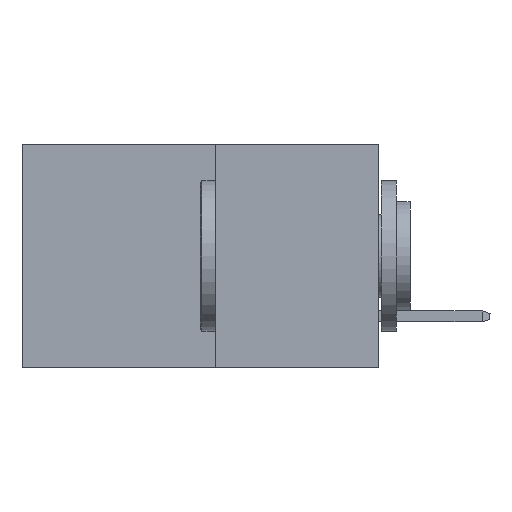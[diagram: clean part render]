
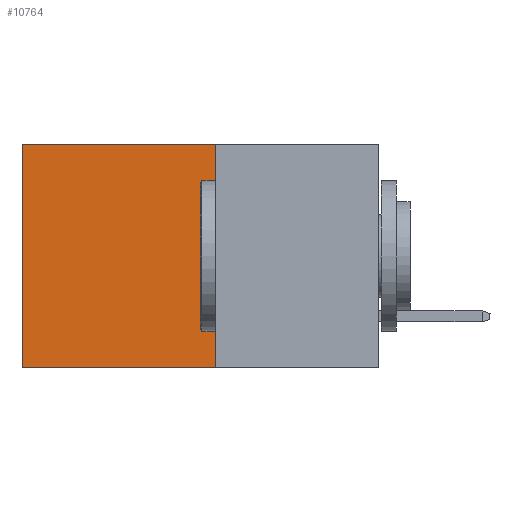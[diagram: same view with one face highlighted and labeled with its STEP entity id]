
A CAD part, left-side view. The second image highlights one B-rep face of the part: STEP entity #10764.
In plain terms, the highlighted planar face has unit normal (-1, 0, 0).
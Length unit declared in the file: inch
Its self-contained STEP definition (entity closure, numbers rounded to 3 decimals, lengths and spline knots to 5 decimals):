
#882 = EDGE_CURVE ( 'NONE', #15295, #16054, #16022, .T. ) ;
#1377 = LINE ( 'NONE', #2894, #12911 ) ;
#1897 = LINE ( 'NONE', #19226, #17419 ) ;
#2331 = CARTESIAN_POINT ( 'NONE',  ( 0.277, 0.27, 0. ) ) ;
#2696 = EDGE_CURVE ( 'NONE', #9586, #18370, #11486, .T. ) ;
#2894 = CARTESIAN_POINT ( 'NONE',  ( 0.277, 0.59, -0.37 ) ) ;
#3520 = VECTOR ( 'NONE', #18535, 39.37008 ) ;
#4576 = CARTESIAN_POINT ( 'NONE',  ( 0.277, 0.59, 0. ) ) ;
#6389 = EDGE_CURVE ( 'NONE', #15295, #9586, #1897, .T. ) ;
#6772 = AXIS2_PLACEMENT_3D ( 'NONE', #14409, #17453, #8429 ) ;
#6944 = PLANE ( 'NONE',  #6772 ) ;
#7643 = ORIENTED_EDGE ( 'NONE', *, *, #882, .T. ) ;
#8038 = CARTESIAN_POINT ( 'NONE',  ( 0.277, 0.27, 0. ) ) ;
#8429 = DIRECTION ( 'NONE',  ( 0., 0., -1. ) ) ;
#9586 = VERTEX_POINT ( 'NONE', #17631 ) ;
#10474 = CARTESIAN_POINT ( 'NONE',  ( 0.277, 0.59, -0.37 ) ) ;
#10685 = ORIENTED_EDGE ( 'NONE', *, *, #17158, .T. ) ;
#10764 = ADVANCED_FACE ( 'NONE', ( #15610 ), #6944, .F. ) ;
#10915 = CARTESIAN_POINT ( 'NONE',  ( 0.277, 0.27, -0.37 ) ) ;
#11486 = LINE ( 'NONE', #10915, #3520 ) ;
#12024 = VECTOR ( 'NONE', #14065, 39.37008 ) ;
#12911 = VECTOR ( 'NONE', #16429, 39.37008 ) ;
#13795 = EDGE_LOOP ( 'NONE', ( #10685, #18712, #19169, #7643 ) ) ;
#14065 = DIRECTION ( 'NONE',  ( 0., 1., 0. ) ) ;
#14409 = CARTESIAN_POINT ( 'NONE',  ( 0.277, 0.27, -0.37 ) ) ;
#15295 = VERTEX_POINT ( 'NONE', #2331 ) ;
#15610 = FACE_OUTER_BOUND ( 'NONE', #13795, .T. ) ;
#16022 = LINE ( 'NONE', #8038, #12024 ) ;
#16054 = VERTEX_POINT ( 'NONE', #4576 ) ;
#16429 = DIRECTION ( 'NONE',  ( 0., 0., -1. ) ) ;
#17158 = EDGE_CURVE ( 'NONE', #16054, #18370, #1377, .T. ) ;
#17419 = VECTOR ( 'NONE', #19170, 39.37008 ) ;
#17453 = DIRECTION ( 'NONE',  ( 1., 0., 0. ) ) ;
#17631 = CARTESIAN_POINT ( 'NONE',  ( 0.277, 0.27, -0.37 ) ) ;
#18370 = VERTEX_POINT ( 'NONE', #10474 ) ;
#18535 = DIRECTION ( 'NONE',  ( 0., 1., 0. ) ) ;
#18712 = ORIENTED_EDGE ( 'NONE', *, *, #2696, .F. ) ;
#19169 = ORIENTED_EDGE ( 'NONE', *, *, #6389, .F. ) ;
#19170 = DIRECTION ( 'NONE',  ( 0., 0., -1. ) ) ;
#19226 = CARTESIAN_POINT ( 'NONE',  ( 0.277, 0.27, -0.37 ) ) ;
